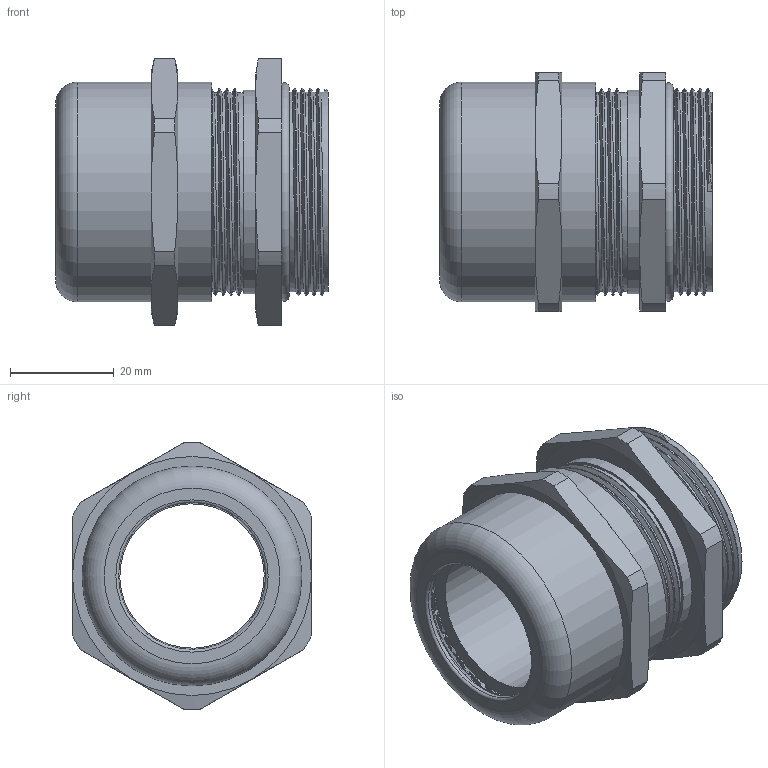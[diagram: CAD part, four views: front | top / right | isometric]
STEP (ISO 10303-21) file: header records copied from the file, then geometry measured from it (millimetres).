
FILE_DESCRIPTION(/* description */ ('Euro-Top M 40 Stutzen'),/* implementation_level */ '2;1');
FILE_NAME(/* name */ '90084540-RST.stp',/* time_stamp */ '2016-08-09T11:56:47+02:00',/* author */ ('SL'),/* organization */ (''),/* preprocessor_version */ 'ST-DEVELOPER v15.2',/* originating_system */ 'Autodesk Inventor 2014',/* authorisation */ '');
FILE_SCHEMA (('AUTOMOTIVE_DESIGN { 1 0 10303 214 3 1 1 }'));
Length unit declared in the file: millimetre
Products named in the file (6): Euro-Top-04-BT-0004-90084540; Euro-Top-04-BT-0001-90084540; Euro-Top-04-BT-0002-90084540; Euro-Top-04-BT-0003-90084540; Euro-Top-04-BT-0005-90084540; Euro-Top-04-BG-0001-90084540
Assembly tree (5 placements, depth 2):
  Euro-Top-04-BG-0001-90084540
    Euro-Top-04-BT-0004-90084540
    Euro-Top-04-BT-0001-90084540
    Euro-Top-04-BT-0002-90084540
    Euro-Top-04-BT-0003-90084540
    Euro-Top-04-BT-0005-90084540
Bounding box: 52.5 x 46 x 51.44 mm (x, y, z)
Volume: 29788.3 mm3; surface area: 32739.6 mm2
Topology: 5 solids, 5 shells, 675 faces, 1648 edges, 994 vertices
Faces by surface type: cylinder 211, plane 151, bspline 150, torus 112, cone 51
Full cylindrical faces by diameter (mm): 27.8 x1, 28.3 x1, 28.64 x4, 29 x5, 33.4 x1, 33.5 x1, 34.66 x1, 34.8 x1, 35.66 x1, 37.55 x1, 38.3 x1, 38.318 x6, 38.4 x15, 39.26 x1, 39.922 x15, 42.33 x2
Entity records: 39729 total; most frequent: CARTESIAN_POINT 25804, ORIENTED_EDGE 2964, DIRECTION 2758, EDGE_CURVE 1482, AXIS2_PLACEMENT_3D 1187, VERTEX_POINT 912, EDGE_LOOP 708, CIRCLE 687
